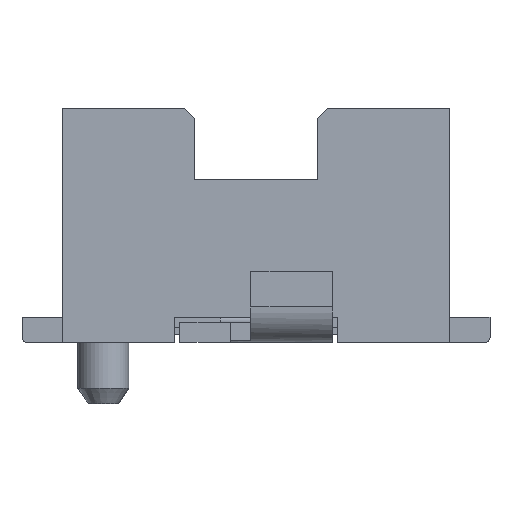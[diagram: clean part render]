
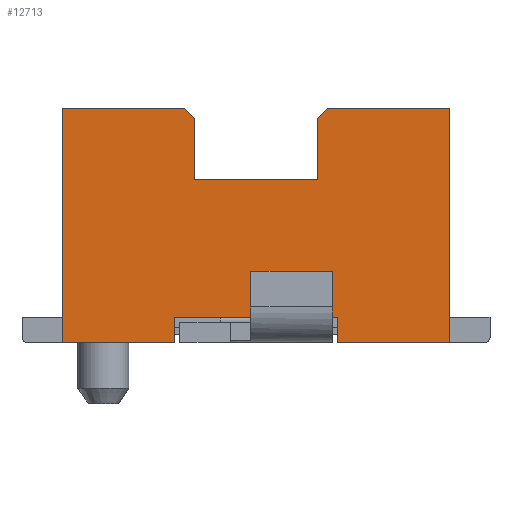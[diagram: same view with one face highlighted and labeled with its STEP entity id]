
A CAD part, left-side view. The second image highlights one B-rep face of the part: STEP entity #12713.
In plain terms, the highlighted planar face has unit normal (-1, 0, 0).
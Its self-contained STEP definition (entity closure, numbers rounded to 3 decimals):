
#937=FACE_OUTER_BOUND('',#1604,.T.);
#1604=EDGE_LOOP('',(#10431,#10432,#10433,#10434,#10435,#10436,#10437,#10438,
#10439,#10440,#10441,#10442,#10443,#10444));
#2211=LINE('',#17845,#3851);
#2248=LINE('',#17925,#3888);
#2636=LINE('',#18777,#4276);
#2971=LINE('',#19480,#4611);
#3008=LINE('',#19576,#4648);
#3021=LINE('',#19607,#4661);
#3022=LINE('',#19609,#4662);
#3023=LINE('',#19611,#4663);
#3024=LINE('',#19612,#4664);
#3025=LINE('',#19614,#4665);
#3026=LINE('',#19616,#4666);
#3027=LINE('',#19618,#4667);
#3028=LINE('',#19619,#4668);
#3029=LINE('',#19620,#4669);
#3851=VECTOR('',#14349,1.);
#3888=VECTOR('',#14400,1.);
#4276=VECTOR('',#15134,1.);
#4611=VECTOR('',#15827,1.);
#4648=VECTOR('',#15926,1.);
#4661=VECTOR('',#15953,1.);
#4662=VECTOR('',#15954,1.);
#4663=VECTOR('',#15955,1.);
#4664=VECTOR('',#15956,1.);
#4665=VECTOR('',#15957,1.);
#4666=VECTOR('',#15958,1.);
#4667=VECTOR('',#15959,1.);
#4668=VECTOR('',#15960,1.);
#4669=VECTOR('',#15961,1.);
#5418=VERTEX_POINT('',#17794);
#5442=VERTEX_POINT('',#17843);
#5477=VERTEX_POINT('',#17922);
#5478=VERTEX_POINT('',#17924);
#5769=VERTEX_POINT('',#18776);
#5958=VERTEX_POINT('',#19479);
#5986=VERTEX_POINT('',#19575);
#5996=VERTEX_POINT('',#19605);
#5997=VERTEX_POINT('',#19606);
#5998=VERTEX_POINT('',#19608);
#5999=VERTEX_POINT('',#19610);
#6000=VERTEX_POINT('',#19613);
#6001=VERTEX_POINT('',#19615);
#6002=VERTEX_POINT('',#19617);
#6676=EDGE_CURVE('',#5418,#5442,#2211,.T.);
#6715=EDGE_CURVE('',#5477,#5478,#2248,.T.);
#7148=EDGE_CURVE('',#5769,#5478,#2636,.T.);
#7508=EDGE_CURVE('',#5958,#5418,#2971,.T.);
#7551=EDGE_CURVE('',#5477,#5986,#3008,.T.);
#7566=EDGE_CURVE('',#5996,#5997,#3021,.T.);
#7567=EDGE_CURVE('',#5998,#5996,#3022,.T.);
#7568=EDGE_CURVE('',#5999,#5998,#3023,.T.);
#7569=EDGE_CURVE('',#5769,#5999,#3024,.T.);
#7570=EDGE_CURVE('',#5986,#6000,#3025,.T.);
#7571=EDGE_CURVE('',#6000,#6001,#3026,.T.);
#7572=EDGE_CURVE('',#6001,#6002,#3027,.T.);
#7573=EDGE_CURVE('',#6002,#5958,#3028,.T.);
#7574=EDGE_CURVE('',#5997,#5442,#3029,.T.);
#10431=ORIENTED_EDGE('',*,*,#7566,.F.);
#10432=ORIENTED_EDGE('',*,*,#7567,.F.);
#10433=ORIENTED_EDGE('',*,*,#7568,.F.);
#10434=ORIENTED_EDGE('',*,*,#7569,.F.);
#10435=ORIENTED_EDGE('',*,*,#7148,.T.);
#10436=ORIENTED_EDGE('',*,*,#6715,.F.);
#10437=ORIENTED_EDGE('',*,*,#7551,.T.);
#10438=ORIENTED_EDGE('',*,*,#7570,.T.);
#10439=ORIENTED_EDGE('',*,*,#7571,.T.);
#10440=ORIENTED_EDGE('',*,*,#7572,.T.);
#10441=ORIENTED_EDGE('',*,*,#7573,.T.);
#10442=ORIENTED_EDGE('',*,*,#7508,.T.);
#10443=ORIENTED_EDGE('',*,*,#6676,.T.);
#10444=ORIENTED_EDGE('',*,*,#7574,.F.);
#12099=PLANE('',#13474);
#12713=ADVANCED_FACE('',(#937),#12099,.T.);
#13474=AXIS2_PLACEMENT_3D('',#19604,#15951,#15952);
#14349=DIRECTION('',(0.,1.,0.));
#14400=DIRECTION('',(0.,0.,1.));
#15134=DIRECTION('',(0.,1.,0.));
#15827=DIRECTION('',(0.,0.,1.));
#15926=DIRECTION('',(0.,-1.,0.));
#15951=DIRECTION('center_axis',(-1.,0.,0.));
#15952=DIRECTION('ref_axis',(0.,-1.,0.));
#15953=DIRECTION('',(0.,0.,1.));
#15954=DIRECTION('',(0.,-1.,0.));
#15955=DIRECTION('',(0.,0.,-1.));
#15956=DIRECTION('',(0.,-0.707,-0.707));
#15957=DIRECTION('',(0.,0.,1.));
#15958=DIRECTION('',(0.,-1.,0.));
#15959=DIRECTION('',(0.,0.,-1.));
#15960=DIRECTION('',(0.,-1.,0.));
#15961=DIRECTION('',(0.,-0.707,0.707));
#17794=CARTESIAN_POINT('',(-2.35,-1.9,2.3));
#17843=CARTESIAN_POINT('',(-2.35,-0.7,2.3));
#17845=CARTESIAN_POINT('',(-2.35,2.59,2.3));
#17922=CARTESIAN_POINT('',(-2.35,1.9,0.));
#17924=CARTESIAN_POINT('',(-2.35,1.9,2.3));
#17925=CARTESIAN_POINT('',(-2.35,1.9,-0.25));
#18776=CARTESIAN_POINT('',(-2.35,0.7,2.3));
#18777=CARTESIAN_POINT('',(-2.35,2.59,2.3));
#19479=CARTESIAN_POINT('',(-2.35,-1.9,0.));
#19480=CARTESIAN_POINT('',(-2.35,-1.9,-0.25));
#19575=CARTESIAN_POINT('',(-2.35,0.8,0.));
#19576=CARTESIAN_POINT('',(-2.35,2.59,0.));
#19604=CARTESIAN_POINT('Origin',(-2.35,-1.995,2.358));
#19605=CARTESIAN_POINT('',(-2.35,-0.6,1.6));
#19606=CARTESIAN_POINT('',(-2.35,-0.6,2.2));
#19607=CARTESIAN_POINT('',(-2.35,-0.6,-0.25));
#19608=CARTESIAN_POINT('',(-2.35,0.6,1.6));
#19609=CARTESIAN_POINT('',(-2.35,2.59,1.6));
#19610=CARTESIAN_POINT('',(-2.35,0.6,2.2));
#19611=CARTESIAN_POINT('',(-2.35,0.6,-0.25));
#19612=CARTESIAN_POINT('',(-2.35,2.59,4.19));
#19613=CARTESIAN_POINT('',(-2.35,0.8,0.25));
#19614=CARTESIAN_POINT('',(-2.35,0.8,-0.25));
#19615=CARTESIAN_POINT('',(-2.35,-0.8,0.25));
#19616=CARTESIAN_POINT('',(-2.35,2.59,0.25));
#19617=CARTESIAN_POINT('',(-2.35,-0.8,0.));
#19618=CARTESIAN_POINT('',(-2.35,-0.8,-0.25));
#19619=CARTESIAN_POINT('',(-2.35,2.59,0.));
#19620=CARTESIAN_POINT('',(-2.35,1.85,-0.25));
